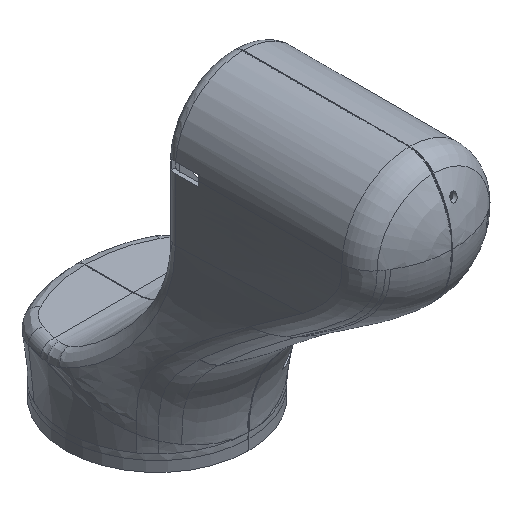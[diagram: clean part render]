
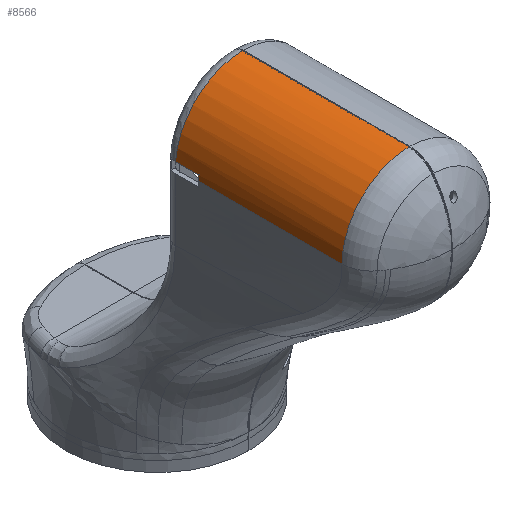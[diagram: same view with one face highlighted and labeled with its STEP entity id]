
A CAD part, isometric view. The second image highlights one B-rep face of the part: STEP entity #8566.
In plain terms, the highlighted cylindrical face has radius 52.5 mm (diameter 105 mm), a partial arc.
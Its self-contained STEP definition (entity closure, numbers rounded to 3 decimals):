
#838=LINE('',#32544,#1297);
#841=LINE('',#34987,#1300);
#850=LINE('',#35209,#1309);
#1297=VECTOR('',#11225,17.798);
#1300=VECTOR('',#11244,111.16);
#1309=VECTOR('',#11287,128.96);
#1544=CYLINDRICAL_SURFACE('',#9378,52.5);
#1971=FACE_OUTER_BOUND('',#2531,.T.);
#2531=EDGE_LOOP('',(#7676,#7677,#7678,#7679,#7680,#7681,#7682));
#3356=CIRCLE('',#9350,52.5);
#3374=CIRCLE('',#9374,52.5);
#3375=CIRCLE('',#9376,52.5);
#3376=CIRCLE('',#9377,52.5);
#4124=VERTEX_POINT('',#32509);
#4125=VERTEX_POINT('',#32518);
#4128=VERTEX_POINT('',#32543);
#4145=VERTEX_POINT('',#34534);
#4147=VERTEX_POINT('',#34975);
#4163=VERTEX_POINT('',#35192);
#4164=VERTEX_POINT('',#35205);
#5314=EDGE_CURVE('',#4125,#4124,#3356,.T.);
#5318=EDGE_CURVE('',#4124,#4128,#838,.T.);
#5350=EDGE_CURVE('',#4145,#4147,#841,.T.);
#5372=EDGE_CURVE('',#4128,#4147,#3374,.T.);
#5374=EDGE_CURVE('',#4164,#4163,#3375,.T.);
#5375=EDGE_CURVE('',#4145,#4164,#3376,.T.);
#5376=EDGE_CURVE('',#4163,#4125,#850,.T.);
#7676=ORIENTED_EDGE('',*,*,#5372,.T.);
#7677=ORIENTED_EDGE('',*,*,#5350,.F.);
#7678=ORIENTED_EDGE('',*,*,#5375,.T.);
#7679=ORIENTED_EDGE('',*,*,#5374,.T.);
#7680=ORIENTED_EDGE('',*,*,#5376,.T.);
#7681=ORIENTED_EDGE('',*,*,#5314,.T.);
#7682=ORIENTED_EDGE('',*,*,#5318,.T.);
#8566=ADVANCED_FACE('',(#1971),#1544,.T.);
#9350=AXIS2_PLACEMENT_3D('',#32519,#11217,#11218);
#9374=AXIS2_PLACEMENT_3D('',#35190,#11277,#11278);
#9376=AXIS2_PLACEMENT_3D('',#35206,#11281,#11282);
#9377=AXIS2_PLACEMENT_3D('',#35207,#11283,#11284);
#9378=AXIS2_PLACEMENT_3D('',#35208,#11285,#11286);
#11217=DIRECTION('center_axis',(0.,0.,-1.));
#11218=DIRECTION('ref_axis',(0.01,1.,0.));
#11225=DIRECTION('',(0.,0.,-1.));
#11244=DIRECTION('',(0.,0.,1.));
#11277=DIRECTION('center_axis',(0.,0.,-1.));
#11278=DIRECTION('ref_axis',(0.997,0.076,0.));
#11281=DIRECTION('center_axis',(0.,0.,1.));
#11282=DIRECTION('ref_axis',(0.023,1.,0.));
#11283=DIRECTION('center_axis',(0.,0.,1.));
#11284=DIRECTION('ref_axis',(1.,0.,0.));
#11285=DIRECTION('center_axis',(0.,0.,1.));
#11286=DIRECTION('ref_axis',(-0.827,0.562,0.));
#11287=DIRECTION('',(0.,0.,1.));
#32509=CARTESIAN_POINT('',(89.729,80.503,12.519));
#32518=CARTESIAN_POINT('',(37.881,129.001,12.519));
#32519=CARTESIAN_POINT('Origin',(37.381,76.503,12.519));
#32543=CARTESIAN_POINT('',(89.729,80.503,-5.279));
#32544=CARTESIAN_POINT('',(89.729,80.503,-13.271));
#34534=CARTESIAN_POINT('',(89.881,76.503,-116.44));
#34975=CARTESIAN_POINT('',(89.881,76.503,-5.279));
#34987=CARTESIAN_POINT('',(89.881,76.503,-116.439));
#35190=CARTESIAN_POINT('Origin',(37.381,76.503,-5.279));
#35192=CARTESIAN_POINT('',(37.881,129.001,-116.442));
#35205=CARTESIAN_POINT('',(52.806,126.686,-116.442));
#35206=CARTESIAN_POINT('Origin',(37.381,76.503,-116.442));
#35207=CARTESIAN_POINT('Origin',(37.381,76.503,-116.442));
#35208=CARTESIAN_POINT('Origin',(37.381,76.503,-13.271));
#35209=CARTESIAN_POINT('',(37.881,129.001,-116.442));
